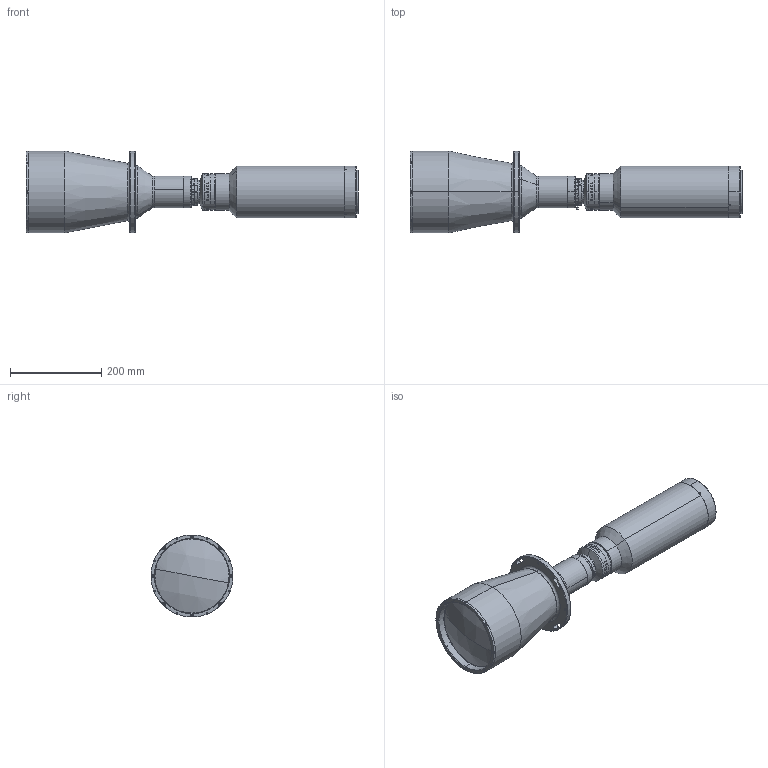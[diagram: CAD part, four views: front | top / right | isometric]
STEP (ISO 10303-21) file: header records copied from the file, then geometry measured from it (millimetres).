
FILE_DESCRIPTION (( 'STEP AP203' ), '1' );
FILE_NAME ('XF-PTL15282-M95-12-VI.STEP', '2019-06-14T02:56:00', ( 'canrill005' ), ( '' ), 'SwSTEP 2.0', 'SolidWorks 2014', '' );
FILE_SCHEMA (( 'CONFIG_CONTROL_DESIGN' ));
Length unit declared in the file: millimetre
Products named in the file (2): XF-PTL15282-M95-12-VI
Bounding box: 729.43 x 180 x 180 mm (x, y, z)
Surface area: 395074 mm2 (no closed solid volume)
Topology: 0 solids, 85 shells, 356 faces, 2107 edges, 1801 vertices
Faces by surface type: cylinder 217, plane 81, cone 48, torus 8, sphere 2
Entity records: 32640 total; most frequent: CARTESIAN_POINT 17084, DIRECTION 3045, ORIENTED_EDGE 2715, EDGE_CURVE 2107, VERTEX_POINT 1801, AXIS2_PLACEMENT_3D 1171, CIRCLE 813, LINE 703
